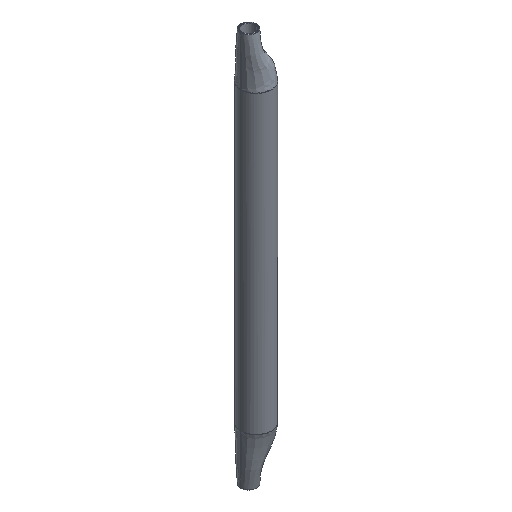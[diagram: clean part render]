
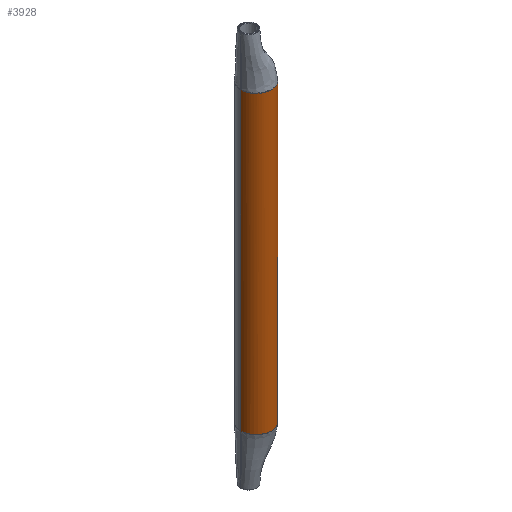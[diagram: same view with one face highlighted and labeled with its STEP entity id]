
A CAD part, isometric view. The second image highlights one B-rep face of the part: STEP entity #3928.
In plain terms, the highlighted cylindrical face has radius 1.55 mm (diameter 3.1 mm), a partial arc.
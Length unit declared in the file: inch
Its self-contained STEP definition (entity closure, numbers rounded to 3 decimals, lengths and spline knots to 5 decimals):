
#252 = CARTESIAN_POINT ( 'NONE',  ( -0.02396, -0.05785, 0.59055 ) ) ;
#306 = LINE ( 'NONE', #2908, #1627 ) ;
#311 = EDGE_LOOP ( 'NONE', ( #3742, #421, #2470, #5071 ) ) ;
#357 = CIRCLE ( 'NONE', #4156, 0.06102 ) ;
#421 = ORIENTED_EDGE ( 'NONE', *, *, #1295, .F. ) ;
#457 = CARTESIAN_POINT ( 'NONE',  ( -0.06102, 0., -0.59055 ) ) ;
#733 = CARTESIAN_POINT ( 'NONE',  ( 0., 0., 0.59055 ) ) ;
#780 = CARTESIAN_POINT ( 'NONE',  ( 0.06102, 0., -0.59055 ) ) ;
#786 = DIRECTION ( 'NONE',  ( -1., 0., 0. ) ) ;
#812 = DIRECTION ( 'NONE',  ( 0., 0., -1. ) ) ;
#855 = LINE ( 'NONE', #3463, #5452 ) ;
#1295 = EDGE_CURVE ( 'NONE', #4233, #4540, #4549, .T. ) ;
#1326 = AXIS2_PLACEMENT_3D ( 'NONE', #733, #812, #786 ) ;
#1475 = EDGE_CURVE ( 'NONE', #4206, #2551, #357, .T. ) ;
#1519 = CARTESIAN_POINT ( 'NONE',  ( 0.02396, -0.05785, 0.59055 ) ) ;
#1627 = VECTOR ( 'NONE', #4513, 39.37008 ) ;
#1646 = CYLINDRICAL_SURFACE ( 'NONE', #1326, 0.06102 ) ;
#1791 = CARTESIAN_POINT ( 'NONE',  ( 0.06102, 0., 0.59055 ) ) ;
#2147 = DIRECTION ( 'NONE',  ( 1., 0., 0. ) ) ;
#2382 = CARTESIAN_POINT ( 'NONE',  ( -0.06102, -0.00799, 0.59055 ) ) ;
#2470 = ORIENTED_EDGE ( 'NONE', *, *, #4828, .T. ) ;
#2505 = FACE_OUTER_BOUND ( 'NONE', #311, .T. ) ;
#2551 = VERTEX_POINT ( 'NONE', #780 ) ;
#2563 = DIRECTION ( 'NONE',  ( 0., 0., 1. ) ) ;
#2799 = CARTESIAN_POINT ( 'NONE',  ( 0.06102, 0., 0.59055 ) ) ;
#2908 = CARTESIAN_POINT ( 'NONE',  ( -0.06102, 0., 0.59055 ) ) ;
#2976 = CARTESIAN_POINT ( 'NONE',  ( 0., 0., -0.59055 ) ) ;
#3050 = DIRECTION ( 'NONE',  ( 0., 0., -1. ) ) ;
#3091 = CARTESIAN_POINT ( 'NONE',  ( -0.06102, 0., 0.59055 ) ) ;
#3463 = CARTESIAN_POINT ( 'NONE',  ( 0.06102, 0., 0.59055 ) ) ;
#3578 = CARTESIAN_POINT ( 'NONE',  ( -0.05785, -0.02396, 0.59055 ) ) ;
#3676 = CARTESIAN_POINT ( 'NONE',  ( 0.05785, -0.02396, 0.59055 ) ) ;
#3742 = ORIENTED_EDGE ( 'NONE', *, *, #5471, .F. ) ;
#3928 = ADVANCED_FACE ( 'NONE', ( #2505 ), #1646, .T. ) ;
#4064 = CARTESIAN_POINT ( 'NONE',  ( 0.06102, -0.00799, 0.59055 ) ) ;
#4089 = CARTESIAN_POINT ( 'NONE',  ( 0., -0.06261, 0.59055 ) ) ;
#4156 = AXIS2_PLACEMENT_3D ( 'NONE', #2976, #2563, #2147 ) ;
#4206 = VERTEX_POINT ( 'NONE', #457 ) ;
#4233 = VERTEX_POINT ( 'NONE', #3091 ) ;
#4507 = CARTESIAN_POINT ( 'NONE',  ( -0.04428, -0.04427, 0.59055 ) ) ;
#4513 = DIRECTION ( 'NONE',  ( 0., 0., -1. ) ) ;
#4532 = CARTESIAN_POINT ( 'NONE',  ( -0.06102, 0., 0.59055 ) ) ;
#4540 = VERTEX_POINT ( 'NONE', #1791 ) ;
#4549 = B_SPLINE_CURVE_WITH_KNOTS ( 'NONE', 3,
 ( #4532, #2382, #3578, #4507, #252, #4089, #1519, #5274, #3676, #4064, #2799 ),
 .UNSPECIFIED., .F., .F.,
 ( 4, 1, 1, 1, 1, 1, 1, 1, 4 ),
 ( 0.5, 0.5625, 0.625, 0.6875, 0.75, 0.8125, 0.875, 0.9375, 1. ),
 .UNSPECIFIED. ) ;
#4828 = EDGE_CURVE ( 'NONE', #4233, #4206, #306, .T. ) ;
#5071 = ORIENTED_EDGE ( 'NONE', *, *, #1475, .T. ) ;
#5274 = CARTESIAN_POINT ( 'NONE',  ( 0.04428, -0.04427, 0.59055 ) ) ;
#5452 = VECTOR ( 'NONE', #3050, 39.37008 ) ;
#5471 = EDGE_CURVE ( 'NONE', #4540, #2551, #855, .T. ) ;
